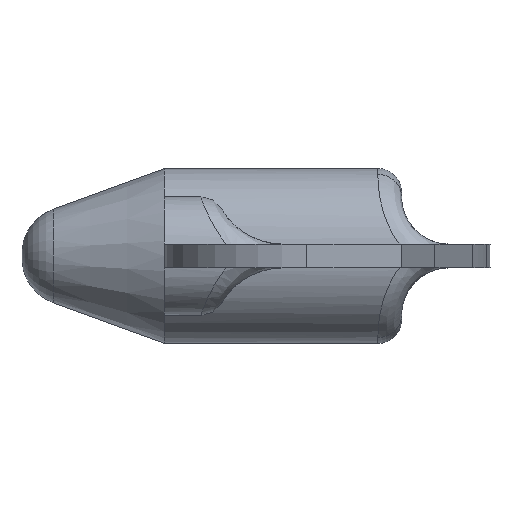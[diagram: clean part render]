
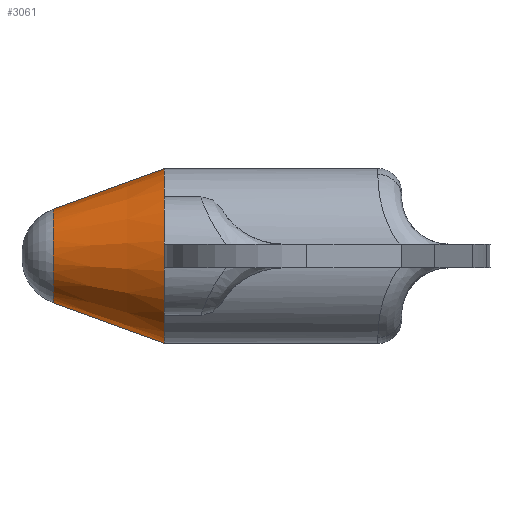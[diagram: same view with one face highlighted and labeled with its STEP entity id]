
A CAD part, left-side view. The second image highlights one B-rep face of the part: STEP entity #3061.
In plain terms, the highlighted conical face has half-angle 20 degrees and reference radius 15.832 mm.
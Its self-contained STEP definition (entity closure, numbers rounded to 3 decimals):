
#89 = EDGE_LOOP ( 'NONE', ( #1516, #537, #3260, #3106 ) ) ;
#91 = LINE ( 'NONE', #161, #2255 ) ;
#161 = CARTESIAN_POINT ( 'NONE',  ( 0., 77.472, -15.832 ) ) ;
#280 = CONICAL_SURFACE ( 'NONE', #1779, 15.832, 0.349 ) ;
#537 = ORIENTED_EDGE ( 'NONE', *, *, #3868, .F. ) ;
#572 = FACE_OUTER_BOUND ( 'NONE', #89, .T. ) ;
#829 = VERTEX_POINT ( 'NONE', #4283 ) ;
#911 = AXIS2_PLACEMENT_3D ( 'NONE', #4112, #3414, #2972 ) ;
#1066 = CIRCLE ( 'NONE', #911, 15.832 ) ;
#1152 = VERTEX_POINT ( 'NONE', #4103 ) ;
#1516 = ORIENTED_EDGE ( 'NONE', *, *, #2497, .F. ) ;
#1779 = AXIS2_PLACEMENT_3D ( 'NONE', #4279, #2065, #4304 ) ;
#2065 = DIRECTION ( 'NONE',  ( 0., -1., 0. ) ) ;
#2193 = EDGE_CURVE ( 'NONE', #1152, #3716, #3740, .T. ) ;
#2211 = EDGE_CURVE ( 'NONE', #3304, #1152, #91, .T. ) ;
#2255 = VECTOR ( 'NONE', #3829, 1000. ) ;
#2497 = EDGE_CURVE ( 'NONE', #829, #3716, #3971, .T. ) ;
#2702 = CARTESIAN_POINT ( 'NONE',  ( 0., 40., 29.471 ) ) ;
#2876 = CARTESIAN_POINT ( 'NONE',  ( 0., 77.472, 15.832 ) ) ;
#2972 = DIRECTION ( 'NONE',  ( 0., 0., 1. ) ) ;
#3034 = VECTOR ( 'NONE', #3944, 1000. ) ;
#3061 = ADVANCED_FACE ( 'NONE', ( #572 ), #280, .T. ) ;
#3106 = ORIENTED_EDGE ( 'NONE', *, *, #2193, .T. ) ;
#3260 = ORIENTED_EDGE ( 'NONE', *, *, #2211, .T. ) ;
#3269 = AXIS2_PLACEMENT_3D ( 'NONE', #3873, #3451, #3897 ) ;
#3304 = VERTEX_POINT ( 'NONE', #3366 ) ;
#3366 = CARTESIAN_POINT ( 'NONE',  ( 0., 77.472, -15.832 ) ) ;
#3414 = DIRECTION ( 'NONE',  ( 0., 1., 0. ) ) ;
#3451 = DIRECTION ( 'NONE',  ( 0., 1., 0. ) ) ;
#3716 = VERTEX_POINT ( 'NONE', #2702 ) ;
#3740 = CIRCLE ( 'NONE', #3269, 29.471 ) ;
#3829 = DIRECTION ( 'NONE',  ( 0., -0.94, -0.342 ) ) ;
#3868 = EDGE_CURVE ( 'NONE', #3304, #829, #1066, .T. ) ;
#3873 = CARTESIAN_POINT ( 'NONE',  ( 0., 40., 0. ) ) ;
#3897 = DIRECTION ( 'NONE',  ( 0., 0., 1. ) ) ;
#3944 = DIRECTION ( 'NONE',  ( 0., -0.94, 0.342 ) ) ;
#3971 = LINE ( 'NONE', #2876, #3034 ) ;
#4103 = CARTESIAN_POINT ( 'NONE',  ( 0., 40., -29.471 ) ) ;
#4112 = CARTESIAN_POINT ( 'NONE',  ( 0., 77.472, 0. ) ) ;
#4279 = CARTESIAN_POINT ( 'NONE',  ( 0., 77.472, 0. ) ) ;
#4283 = CARTESIAN_POINT ( 'NONE',  ( 0., 77.472, 15.832 ) ) ;
#4304 = DIRECTION ( 'NONE',  ( 0., 0., -1. ) ) ;
